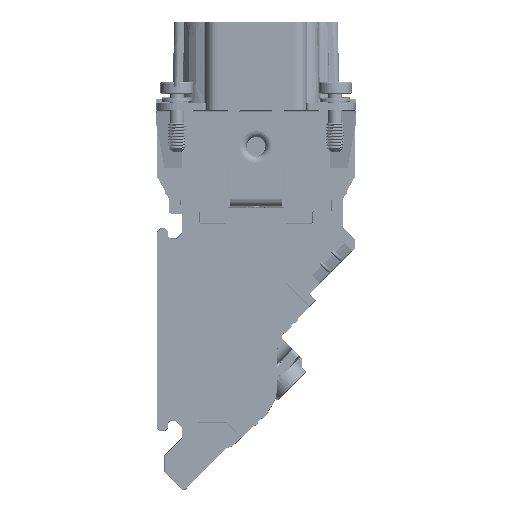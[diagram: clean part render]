
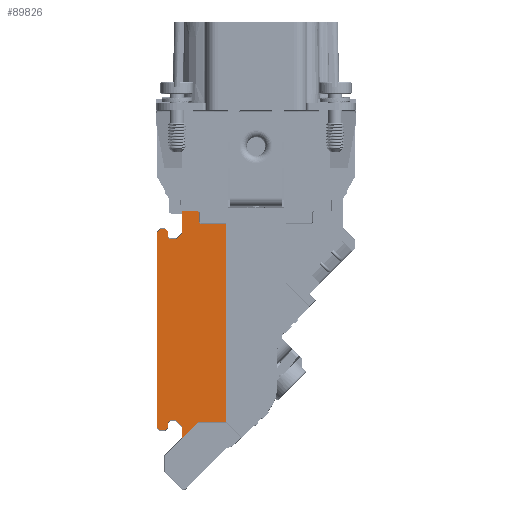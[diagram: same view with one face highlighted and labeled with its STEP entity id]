
A CAD part, front view. The second image highlights one B-rep face of the part: STEP entity #89826.
In plain terms, the highlighted planar face has unit normal (0, -1, 0).
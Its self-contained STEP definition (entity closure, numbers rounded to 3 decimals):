
#47128=PLANE('',#218091);
#57356=LINE('',#298415,#73967);
#57360=LINE('',#298423,#73971);
#57363=LINE('',#298433,#73974);
#57365=LINE('',#298437,#73976);
#57368=LINE('',#298445,#73979);
#57370=LINE('',#298449,#73981);
#57372=LINE('',#298453,#73983);
#57374=LINE('',#298457,#73985);
#57376=LINE('',#298461,#73987);
#57378=LINE('',#298465,#73989);
#57380=LINE('',#298469,#73991);
#57382=LINE('',#298473,#73993);
#57384=LINE('',#298477,#73995);
#57387=LINE('',#298485,#73998);
#57389=LINE('',#298489,#74000);
#57391=LINE('',#298493,#74002);
#57400=LINE('',#298513,#74011);
#57403=LINE('',#298520,#74014);
#57410=LINE('',#298533,#74021);
#57483=LINE('',#298725,#74094);
#57491=LINE('',#298759,#74102);
#73967=VECTOR('',#242914,1.);
#73971=VECTOR('',#242920,1.);
#73974=VECTOR('',#242925,1.);
#73976=VECTOR('',#242929,1.);
#73979=VECTOR('',#242938,1.);
#73981=VECTOR('',#242942,1.);
#73983=VECTOR('',#242946,1.);
#73985=VECTOR('',#242950,1.);
#73987=VECTOR('',#242954,1.);
#73989=VECTOR('',#242958,1.);
#73991=VECTOR('',#242962,1.);
#73993=VECTOR('',#242966,1.);
#73995=VECTOR('',#242970,1.);
#73998=VECTOR('',#242979,1.);
#74000=VECTOR('',#242983,1.);
#74002=VECTOR('',#242987,1.);
#74011=VECTOR('',#243006,1.);
#74014=VECTOR('',#243011,1.);
#74021=VECTOR('',#243022,1.);
#74094=VECTOR('',#243223,1.);
#74102=VECTOR('',#243239,1.);
#89826=ADVANCED_FACE('',(#98830),#47128,.T.);
#98830=FACE_OUTER_BOUND('',#107563,.T.);
#107563=EDGE_LOOP('',(#136314,#136315,#136316,#136317,#136318,#136319,#136320,
#136321,#136322,#136323,#136324,#136325,#136326,#136327,#136328,#136329,
#136330,#136331,#136332,#136333,#136334,#136335,#136336,#136337,#136338));
#115265=CIRCLE('',#218000,0.601);
#115266=CIRCLE('',#218011,0.601);
#136314=ORIENTED_EDGE('',*,*,#193450,.F.);
#136315=ORIENTED_EDGE('',*,*,#193454,.T.);
#136316=ORIENTED_EDGE('',*,*,#193458,.F.);
#136317=ORIENTED_EDGE('',*,*,#193460,.F.);
#136318=ORIENTED_EDGE('',*,*,#193462,.F.);
#136319=ORIENTED_EDGE('',*,*,#193464,.F.);
#136320=ORIENTED_EDGE('',*,*,#193466,.F.);
#136321=ORIENTED_EDGE('',*,*,#193468,.F.);
#136322=ORIENTED_EDGE('',*,*,#193470,.F.);
#136323=ORIENTED_EDGE('',*,*,#193472,.F.);
#136324=ORIENTED_EDGE('',*,*,#193474,.F.);
#136325=ORIENTED_EDGE('',*,*,#193476,.F.);
#136326=ORIENTED_EDGE('',*,*,#193478,.F.);
#136327=ORIENTED_EDGE('',*,*,#193480,.F.);
#136328=ORIENTED_EDGE('',*,*,#193482,.F.);
#136329=ORIENTED_EDGE('',*,*,#193484,.F.);
#136330=ORIENTED_EDGE('',*,*,#193486,.F.);
#136331=ORIENTED_EDGE('',*,*,#193488,.F.);
#136332=ORIENTED_EDGE('',*,*,#193498,.T.);
#136333=ORIENTED_EDGE('',*,*,#193508,.F.);
#136334=ORIENTED_EDGE('',*,*,#193501,.F.);
#136335=ORIENTED_EDGE('',*,*,#193601,.F.);
#136336=ORIENTED_EDGE('',*,*,#193598,.T.);
#136337=ORIENTED_EDGE('',*,*,#193613,.F.);
#136338=ORIENTED_EDGE('',*,*,#193614,.T.);
#173917=VERTEX_POINT('',#298414);
#173918=VERTEX_POINT('',#298416);
#173920=VERTEX_POINT('',#298422);
#173922=VERTEX_POINT('',#298432);
#173923=VERTEX_POINT('',#298436);
#173924=VERTEX_POINT('',#298440);
#173925=VERTEX_POINT('',#298444);
#173926=VERTEX_POINT('',#298448);
#173927=VERTEX_POINT('',#298452);
#173928=VERTEX_POINT('',#298456);
#173929=VERTEX_POINT('',#298460);
#173930=VERTEX_POINT('',#298464);
#173931=VERTEX_POINT('',#298468);
#173932=VERTEX_POINT('',#298472);
#173933=VERTEX_POINT('',#298476);
#173934=VERTEX_POINT('',#298480);
#173935=VERTEX_POINT('',#298484);
#173936=VERTEX_POINT('',#298488);
#173937=VERTEX_POINT('',#298492);
#173943=VERTEX_POINT('',#298512);
#173946=VERTEX_POINT('',#298519);
#173947=VERTEX_POINT('',#298521);
#173994=VERTEX_POINT('',#298711);
#173996=VERTEX_POINT('',#298717);
#174004=VERTEX_POINT('',#298760);
#193450=EDGE_CURVE('',#173917,#173918,#57356,.T.);
#193454=EDGE_CURVE('',#173917,#173920,#57360,.T.);
#193458=EDGE_CURVE('',#173922,#173920,#57363,.T.);
#193460=EDGE_CURVE('',#173923,#173922,#57365,.T.);
#193462=EDGE_CURVE('',#173924,#173923,#115265,.T.);
#193464=EDGE_CURVE('',#173925,#173924,#57368,.T.);
#193466=EDGE_CURVE('',#173926,#173925,#57370,.T.);
#193468=EDGE_CURVE('',#173927,#173926,#57372,.T.);
#193470=EDGE_CURVE('',#173928,#173927,#57374,.T.);
#193472=EDGE_CURVE('',#173929,#173928,#57376,.T.);
#193474=EDGE_CURVE('',#173930,#173929,#57378,.T.);
#193476=EDGE_CURVE('',#173931,#173930,#57380,.T.);
#193478=EDGE_CURVE('',#173932,#173931,#57382,.T.);
#193480=EDGE_CURVE('',#173933,#173932,#57384,.T.);
#193482=EDGE_CURVE('',#173934,#173933,#115266,.T.);
#193484=EDGE_CURVE('',#173935,#173934,#57387,.T.);
#193486=EDGE_CURVE('',#173936,#173935,#57389,.T.);
#193488=EDGE_CURVE('',#173937,#173936,#57391,.T.);
#193498=EDGE_CURVE('',#173937,#173943,#57400,.T.);
#193501=EDGE_CURVE('',#173946,#173947,#57403,.T.);
#193508=EDGE_CURVE('',#173947,#173943,#57410,.T.);
#193598=EDGE_CURVE('',#173996,#173994,#209597,.T.);
#193601=EDGE_CURVE('',#173996,#173946,#57483,.T.);
#193613=EDGE_CURVE('',#174004,#173994,#57491,.T.);
#193614=EDGE_CURVE('',#174004,#173918,#209603,.T.);
#209597=B_SPLINE_CURVE_WITH_KNOTS('',3,(#298713,#298714,#298715,#298716),
 .UNSPECIFIED.,.F.,.F.,(4,4),(0.,1.),.UNSPECIFIED.);
#209603=B_SPLINE_CURVE_WITH_KNOTS('',3,(#298761,#298762,#298763,#298764),
 .UNSPECIFIED.,.F.,.F.,(4,4),(0.,1.),.UNSPECIFIED.);
#218000=AXIS2_PLACEMENT_3D('',#298441,#242933,#242934);
#218011=AXIS2_PLACEMENT_3D('',#298481,#242974,#242975);
#218091=AXIS2_PLACEMENT_3D('',#298765,#243240,#243241);
#242914=DIRECTION('',(1.,0.,0.));
#242920=DIRECTION('',(0.,0.,-1.));
#242925=DIRECTION('',(0.707,0.,0.707));
#242929=DIRECTION('',(1.,0.,0.));
#242933=DIRECTION('',(0.,-1.,0.));
#242934=DIRECTION('',(-1.,0.,0.));
#242938=DIRECTION('',(0.,0.,-1.));
#242942=DIRECTION('',(0.707,0.,-0.707));
#242946=DIRECTION('',(1.,0.,0.));
#242950=DIRECTION('',(0.707,0.,0.707));
#242954=DIRECTION('',(0.,0.,1.));
#242958=DIRECTION('',(-0.707,0.,0.707));
#242962=DIRECTION('',(-1.,0.,0.));
#242966=DIRECTION('',(-0.707,0.,-0.707));
#242970=DIRECTION('',(0.,0.,-1.));
#242974=DIRECTION('',(0.,-1.,0.));
#242975=DIRECTION('',(0.,0.,1.));
#242979=DIRECTION('',(-1.,0.,0.));
#242983=DIRECTION('',(-0.707,0.,0.707));
#242987=DIRECTION('',(0.,0.,1.));
#243006=DIRECTION('',(0.707,0.,0.707));
#243011=DIRECTION('',(0.,0.,-1.));
#243022=DIRECTION('',(-1.,0.,0.));
#243223=DIRECTION('',(1.,0.,0.));
#243239=DIRECTION('',(0.,0.,-1.));
#243240=DIRECTION('',(0.,-1.,0.));
#243241=DIRECTION('',(-1.,0.,0.));
#298414=CARTESIAN_POINT('',(-12.525,-8.87,-19.132));
#298415=CARTESIAN_POINT('',(-12.525,-8.87,-19.132));
#298416=CARTESIAN_POINT('',(-9.992,-8.87,-19.132));
#298422=CARTESIAN_POINT('',(-12.525,-8.87,-22.787));
#298423=CARTESIAN_POINT('',(-12.525,-8.87,-19.132));
#298432=CARTESIAN_POINT('',(-13.586,-8.87,-23.848));
#298433=CARTESIAN_POINT('',(-13.586,-8.87,-23.848));
#298436=CARTESIAN_POINT('',(-14.429,-8.87,-23.848));
#298437=CARTESIAN_POINT('',(-14.429,-8.87,-23.848));
#298440=CARTESIAN_POINT('',(-15.03,-8.87,-23.246));
#298441=CARTESIAN_POINT('',(-14.429,-8.87,-23.246));
#298444=CARTESIAN_POINT('',(-15.03,-8.87,-22.587));
#298445=CARTESIAN_POINT('',(-15.03,-8.87,-22.587));
#298448=CARTESIAN_POINT('',(-15.472,-8.87,-22.144));
#298449=CARTESIAN_POINT('',(-15.472,-8.87,-22.144));
#298452=CARTESIAN_POINT('',(-16.341,-8.87,-22.144));
#298453=CARTESIAN_POINT('',(-16.341,-8.87,-22.144));
#298456=CARTESIAN_POINT('',(-16.783,-8.87,-22.587));
#298457=CARTESIAN_POINT('',(-16.783,-8.87,-22.587));
#298460=CARTESIAN_POINT('',(-16.783,-8.87,-55.97));
#298461=CARTESIAN_POINT('',(-16.783,-8.87,-55.97));
#298464=CARTESIAN_POINT('',(-16.341,-8.87,-56.412));
#298465=CARTESIAN_POINT('',(-16.341,-8.87,-56.412));
#298468=CARTESIAN_POINT('',(-15.472,-8.87,-56.412));
#298469=CARTESIAN_POINT('',(-15.472,-8.87,-56.412));
#298472=CARTESIAN_POINT('',(-15.03,-8.87,-55.97));
#298473=CARTESIAN_POINT('',(-15.03,-8.87,-55.97));
#298476=CARTESIAN_POINT('',(-15.03,-8.87,-55.31));
#298477=CARTESIAN_POINT('',(-15.03,-8.87,-55.31));
#298480=CARTESIAN_POINT('',(-14.429,-8.87,-54.709));
#298481=CARTESIAN_POINT('',(-14.429,-8.87,-55.31));
#298484=CARTESIAN_POINT('',(-13.586,-8.87,-54.709));
#298485=CARTESIAN_POINT('',(-13.586,-8.87,-54.709));
#298488=CARTESIAN_POINT('',(-12.525,-8.87,-55.77));
#298489=CARTESIAN_POINT('',(-12.525,-8.87,-55.77));
#298492=CARTESIAN_POINT('',(-12.525,-8.87,-57.716));
#298493=CARTESIAN_POINT('',(-12.525,-8.87,-57.716));
#298512=CARTESIAN_POINT('',(-9.822,-8.87,-55.014));
#298513=CARTESIAN_POINT('',(-12.525,-8.87,-57.716));
#298519=CARTESIAN_POINT('',(-5.173,-8.87,-21.232));
#298520=CARTESIAN_POINT('',(-5.173,-8.87,-21.232));
#298521=CARTESIAN_POINT('',(-5.173,-8.87,-55.014));
#298533=CARTESIAN_POINT('',(-5.173,-8.87,-55.014));
#298711=CARTESIAN_POINT('',(-9.693,-8.87,-20.932));
#298713=CARTESIAN_POINT('',(-9.393,-8.87,-21.232));
#298714=CARTESIAN_POINT('',(-9.558,-8.87,-21.232));
#298715=CARTESIAN_POINT('',(-9.693,-8.87,-21.098));
#298716=CARTESIAN_POINT('',(-9.693,-8.87,-20.932));
#298717=CARTESIAN_POINT('',(-9.393,-8.87,-21.232));
#298725=CARTESIAN_POINT('',(-9.393,-8.87,-21.232));
#298759=CARTESIAN_POINT('',(-9.693,-8.87,-19.431));
#298760=CARTESIAN_POINT('',(-9.693,-8.87,-19.431));
#298761=CARTESIAN_POINT('',(-9.693,-8.87,-19.431));
#298762=CARTESIAN_POINT('',(-9.693,-8.87,-19.266));
#298763=CARTESIAN_POINT('',(-9.826,-8.87,-19.132));
#298764=CARTESIAN_POINT('',(-9.992,-8.87,-19.132));
#298765=CARTESIAN_POINT('',(0.,-8.87,0.));
